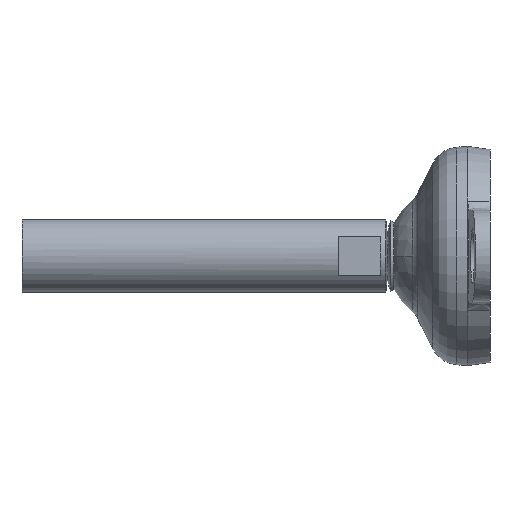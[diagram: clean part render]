
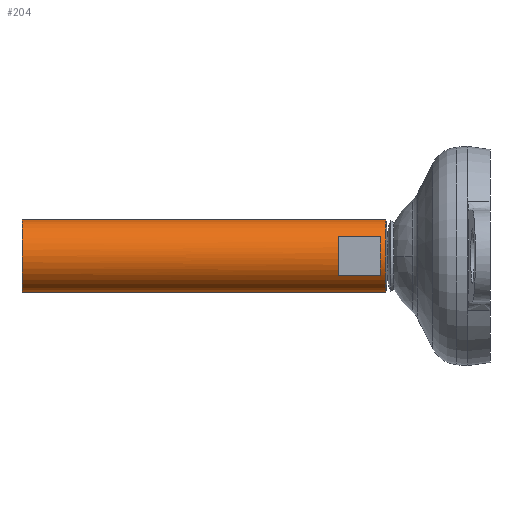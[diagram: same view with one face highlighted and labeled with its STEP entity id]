
A CAD part, left-side view. The second image highlights one B-rep face of the part: STEP entity #204.
In plain terms, the highlighted cylindrical face has radius 10 mm (diameter 20 mm), a partial arc.
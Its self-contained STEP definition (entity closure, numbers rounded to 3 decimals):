
#22 = VECTOR ( 'NONE', #1675, 1000. ) ;
#25 = DIRECTION ( 'NONE',  ( 0., 0., 1. ) ) ;
#54 = VECTOR ( 'NONE', #67, 1000. ) ;
#67 = DIRECTION ( 'NONE',  ( 0., -1., 0. ) ) ;
#76 = EDGE_CURVE ( 'NONE', #673, #167, #624, .T. ) ;
#116 = DIRECTION ( 'NONE',  ( 0., -1., 0. ) ) ;
#167 = VERTEX_POINT ( 'NONE', #1186 ) ;
#176 = CARTESIAN_POINT ( 'NONE',  ( -8.5, 41.5, 5.268 ) ) ;
#180 = ORIENTED_EDGE ( 'NONE', *, *, #810, .T. ) ;
#186 = AXIS2_PLACEMENT_3D ( 'NONE', #1217, #1257, #1238 ) ;
#204 = ADVANCED_FACE ( 'NONE', ( #1028, #402 ), #767, .T. ) ;
#234 = DIRECTION ( 'NONE',  ( 0., -1., 0. ) ) ;
#269 = VERTEX_POINT ( 'NONE', #176 ) ;
#302 = CARTESIAN_POINT ( 'NONE',  ( -8.5, 0., 5.268 ) ) ;
#313 = DIRECTION ( 'NONE',  ( 0., 1., 0. ) ) ;
#343 = ORIENTED_EDGE ( 'NONE', *, *, #1648, .T. ) ;
#385 = CARTESIAN_POINT ( 'NONE',  ( 0., 128., -10. ) ) ;
#401 = DIRECTION ( 'NONE',  ( 0., 0., -1. ) ) ;
#402 = FACE_BOUND ( 'NONE', #1554, .T. ) ;
#405 = ORIENTED_EDGE ( 'NONE', *, *, #76, .F. ) ;
#448 = CARTESIAN_POINT ( 'NONE',  ( 0., 128., 10. ) ) ;
#479 = CIRCLE ( 'NONE', #506, 10. ) ;
#506 = AXIS2_PLACEMENT_3D ( 'NONE', #938, #116, #401 ) ;
#539 = CARTESIAN_POINT ( 'NONE',  ( 0., 41.5, 0. ) ) ;
#541 = EDGE_CURVE ( 'NONE', #1099, #1149, #574, .T. ) ;
#574 = LINE ( 'NONE', #1101, #958 ) ;
#582 = DIRECTION ( 'NONE',  ( 0., 1., 0. ) ) ;
#592 = ORIENTED_EDGE ( 'NONE', *, *, #541, .T. ) ;
#596 = CARTESIAN_POINT ( 'NONE',  ( -8.5, 30., -5.268 ) ) ;
#617 = ORIENTED_EDGE ( 'NONE', *, *, #1331, .T. ) ;
#624 = LINE ( 'NONE', #1542, #54 ) ;
#627 = EDGE_CURVE ( 'NONE', #167, #1654, #926, .T. ) ;
#649 = CARTESIAN_POINT ( 'NONE',  ( 0., 0., 0. ) ) ;
#673 = VERTEX_POINT ( 'NONE', #448 ) ;
#749 = ORIENTED_EDGE ( 'NONE', *, *, #627, .F. ) ;
#767 = CYLINDRICAL_SURFACE ( 'NONE', #1064, 10. ) ;
#773 = CIRCLE ( 'NONE', #830, 10. ) ;
#798 = DIRECTION ( 'NONE',  ( 0., 0., -1. ) ) ;
#810 = EDGE_CURVE ( 'NONE', #853, #1654, #1011, .T. ) ;
#830 = AXIS2_PLACEMENT_3D ( 'NONE', #539, #582, #25 ) ;
#837 = CARTESIAN_POINT ( 'NONE',  ( 0., 28.5, -10. ) ) ;
#853 = VERTEX_POINT ( 'NONE', #385 ) ;
#892 = EDGE_CURVE ( 'NONE', #673, #853, #1042, .T. ) ;
#899 = DIRECTION ( 'NONE',  ( 0., -1., 0. ) ) ;
#913 = AXIS2_PLACEMENT_3D ( 'NONE', #1706, #1595, #798 ) ;
#926 = CIRCLE ( 'NONE', #186, 10. ) ;
#938 = CARTESIAN_POINT ( 'NONE',  ( 0., 30., 0. ) ) ;
#958 = VECTOR ( 'NONE', #313, 1000. ) ;
#968 = ORIENTED_EDGE ( 'NONE', *, *, #892, .T. ) ;
#1011 = LINE ( 'NONE', #1405, #1327 ) ;
#1013 = EDGE_LOOP ( 'NONE', ( #405, #968, #180, #749 ) ) ;
#1028 = FACE_OUTER_BOUND ( 'NONE', #1013, .T. ) ;
#1042 = CIRCLE ( 'NONE', #913, 10. ) ;
#1059 = CARTESIAN_POINT ( 'NONE',  ( -8.5, 30., 5.268 ) ) ;
#1064 = AXIS2_PLACEMENT_3D ( 'NONE', #649, #899, #1302 ) ;
#1099 = VERTEX_POINT ( 'NONE', #596 ) ;
#1101 = CARTESIAN_POINT ( 'NONE',  ( -8.5, 0., -5.268 ) ) ;
#1149 = VERTEX_POINT ( 'NONE', #1437 ) ;
#1158 = VERTEX_POINT ( 'NONE', #1059 ) ;
#1186 = CARTESIAN_POINT ( 'NONE',  ( 0., 28.5, 10. ) ) ;
#1217 = CARTESIAN_POINT ( 'NONE',  ( 0., 28.5, 0. ) ) ;
#1238 = DIRECTION ( 'NONE',  ( 0., 0., -1. ) ) ;
#1257 = DIRECTION ( 'NONE',  ( 0., -1., 0. ) ) ;
#1302 = DIRECTION ( 'NONE',  ( 0., 0., -1. ) ) ;
#1327 = VECTOR ( 'NONE', #234, 1000. ) ;
#1331 = EDGE_CURVE ( 'NONE', #1149, #269, #773, .T. ) ;
#1389 = EDGE_CURVE ( 'NONE', #1158, #1099, #479, .T. ) ;
#1405 = CARTESIAN_POINT ( 'NONE',  ( 0., 0., -10. ) ) ;
#1437 = CARTESIAN_POINT ( 'NONE',  ( -8.5, 41.5, -5.268 ) ) ;
#1500 = LINE ( 'NONE', #302, #22 ) ;
#1542 = CARTESIAN_POINT ( 'NONE',  ( 0., 0., 10. ) ) ;
#1544 = ORIENTED_EDGE ( 'NONE', *, *, #1389, .T. ) ;
#1554 = EDGE_LOOP ( 'NONE', ( #592, #617, #343, #1544 ) ) ;
#1595 = DIRECTION ( 'NONE',  ( 0., -1., 0. ) ) ;
#1648 = EDGE_CURVE ( 'NONE', #269, #1158, #1500, .T. ) ;
#1654 = VERTEX_POINT ( 'NONE', #837 ) ;
#1675 = DIRECTION ( 'NONE',  ( 0., -1., 0. ) ) ;
#1706 = CARTESIAN_POINT ( 'NONE',  ( 0., 128., 0. ) ) ;
